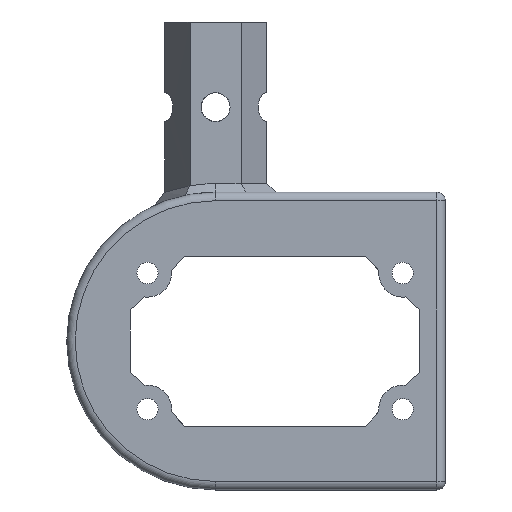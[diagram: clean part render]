
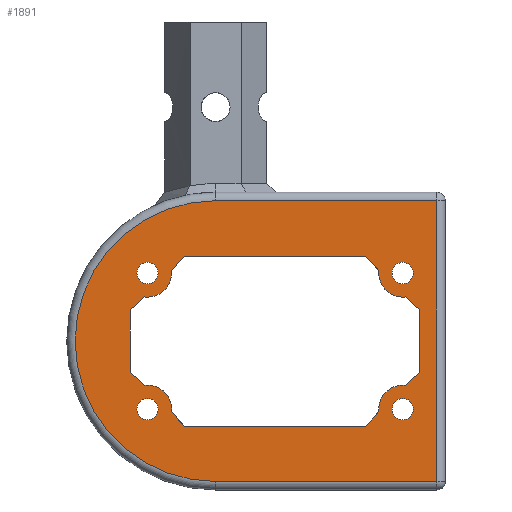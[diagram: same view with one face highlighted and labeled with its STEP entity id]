
A CAD part, left-side view. The second image highlights one B-rep face of the part: STEP entity #1891.
In plain terms, the highlighted planar face has unit normal (-1, 0, 0).
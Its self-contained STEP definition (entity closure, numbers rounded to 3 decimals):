
#1118=CARTESIAN_POINT('',(-14.5,-17.,-3.675));
#1119=VERTEX_POINT('',#1118);
#1120=CARTESIAN_POINT('',(-14.5,-17.,3.675));
#1121=VERTEX_POINT('',#1120);
#1122=CARTESIAN_POINT('',(-14.5,-17.,-3.675));
#1123=DIRECTION('',(0.,0.,1.));
#1124=VECTOR('',#1123,7.35);
#1125=LINE('',#1122,#1124);
#1126=EDGE_CURVE('',#1119,#1121,#1125,.T.);
#1254=CARTESIAN_POINT('',(-14.5,17.,3.675));
#1255=VERTEX_POINT('',#1254);
#1262=CARTESIAN_POINT('',(-14.5,17.,-3.675));
#1263=VERTEX_POINT('',#1262);
#1264=CARTESIAN_POINT('',(-14.5,17.,3.675));
#1265=DIRECTION('',(0.,0.,-1.));
#1266=VECTOR('',#1265,7.35);
#1267=LINE('',#1264,#1266);
#1268=EDGE_CURVE('',#1255,#1263,#1267,.T.);
#1320=CARTESIAN_POINT('',(-14.5,15.,5.172));
#1321=VERTEX_POINT('',#1320);
#1328=CARTESIAN_POINT('',(-14.5,15.31,5.189));
#1329=VERTEX_POINT('',#1328);
#1330=CARTESIAN_POINT('',(-14.5,15.,8.));
#1331=DIRECTION('',(1.,0.,0.));
#1332=DIRECTION('',(0.,0.,-1.));
#1333=AXIS2_PLACEMENT_3D('',#1330,#1331,#1332);
#1334=CIRCLE('',#1333,2.828);
#1335=EDGE_CURVE('',#1321,#1329,#1334,.T.);
#1394=CARTESIAN_POINT('',(-14.5,-10.675,10.));
#1395=VERTEX_POINT('',#1394);
#1402=CARTESIAN_POINT('',(-14.5,10.675,10.));
#1403=VERTEX_POINT('',#1402);
#1404=CARTESIAN_POINT('',(-14.5,-10.675,10.));
#1405=DIRECTION('',(0.,1.,0.));
#1406=VECTOR('',#1405,21.35);
#1407=LINE('',#1404,#1406);
#1408=EDGE_CURVE('',#1395,#1403,#1407,.T.);
#1464=CARTESIAN_POINT('',(-14.5,-15.,5.172));
#1465=VERTEX_POINT('',#1464);
#1472=CARTESIAN_POINT('',(-14.5,-12.189,8.31));
#1473=VERTEX_POINT('',#1472);
#1474=CARTESIAN_POINT('',(-14.5,-15.,8.));
#1475=DIRECTION('',(1.,0.,0.));
#1476=DIRECTION('',(0.,0.,-1.));
#1477=AXIS2_PLACEMENT_3D('',#1474,#1475,#1476);
#1478=CIRCLE('',#1477,2.828);
#1479=EDGE_CURVE('',#1465,#1473,#1478,.T.);
#1528=CARTESIAN_POINT('',(-14.5,-12.189,-8.31));
#1529=VERTEX_POINT('',#1528);
#1530=CARTESIAN_POINT('',(-14.5,-15.31,-5.189));
#1531=VERTEX_POINT('',#1530);
#1532=CARTESIAN_POINT('',(-14.5,-15.,-8.));
#1533=DIRECTION('',(1.,0.,0.));
#1534=DIRECTION('',(0.,0.,-1.));
#1535=AXIS2_PLACEMENT_3D('',#1532,#1533,#1534);
#1536=CIRCLE('',#1535,2.828);
#1537=EDGE_CURVE('',#1529,#1531,#1536,.T.);
#1602=CARTESIAN_POINT('',(-14.5,10.675,-10.));
#1603=VERTEX_POINT('',#1602);
#1610=CARTESIAN_POINT('',(-14.5,-10.675,-10.));
#1611=VERTEX_POINT('',#1610);
#1612=CARTESIAN_POINT('',(-14.5,-10.675,-10.));
#1613=DIRECTION('',(0.,1.,0.));
#1614=VECTOR('',#1613,21.35);
#1615=LINE('',#1612,#1614);
#1616=EDGE_CURVE('',#1611,#1603,#1615,.T.);
#1672=CARTESIAN_POINT('',(-14.5,15.31,-5.189));
#1673=VERTEX_POINT('',#1672);
#1674=CARTESIAN_POINT('',(-14.5,12.189,-8.31));
#1675=VERTEX_POINT('',#1674);
#1676=CARTESIAN_POINT('',(-14.5,15.,-8.));
#1677=DIRECTION('',(1.,0.,0.));
#1678=DIRECTION('',(0.,0.,-1.));
#1679=AXIS2_PLACEMENT_3D('',#1676,#1677,#1678);
#1680=CIRCLE('',#1679,2.828);
#1681=EDGE_CURVE('',#1673,#1675,#1680,.T.);
#1731=CARTESIAN_POINT('',(-14.5,0.,0.));
#1732=DIRECTION('',(1.,0.,0.));
#1733=DIRECTION('',(0.,1.,0.));
#1734=AXIS2_PLACEMENT_3D('',#1731,#1732,#1733);
#1735=PLANE('',#1734);
#1736=ORIENTED_EDGE('',*,*,#1335,.F.);
#1737=CARTESIAN_POINT('',(-14.5,12.189,8.31));
#1738=VERTEX_POINT('',#1737);
#1739=CARTESIAN_POINT('',(-14.5,15.,8.));
#1740=DIRECTION('',(1.,0.,0.));
#1741=DIRECTION('',(0.,0.,-1.));
#1742=AXIS2_PLACEMENT_3D('',#1739,#1740,#1741);
#1743=CIRCLE('',#1742,2.828);
#1744=EDGE_CURVE('',#1738,#1321,#1743,.T.);
#1745=ORIENTED_EDGE('',*,*,#1744,.F.);
#1746=CARTESIAN_POINT('',(-14.5,12.189,8.31));
#1747=DIRECTION('',(0.,-0.667,0.745));
#1748=VECTOR('',#1747,2.268);
#1749=LINE('',#1746,#1748);
#1750=EDGE_CURVE('',#1738,#1403,#1749,.T.);
#1751=ORIENTED_EDGE('',*,*,#1750,.T.);
#1752=ORIENTED_EDGE('',*,*,#1408,.F.);
#1753=CARTESIAN_POINT('',(-14.5,-10.675,10.));
#1754=DIRECTION('',(0.,-0.667,-0.745));
#1755=VECTOR('',#1754,2.268);
#1756=LINE('',#1753,#1755);
#1757=EDGE_CURVE('',#1395,#1473,#1756,.T.);
#1758=ORIENTED_EDGE('',*,*,#1757,.T.);
#1759=ORIENTED_EDGE('',*,*,#1479,.F.);
#1760=CARTESIAN_POINT('',(-14.5,-15.31,5.189));
#1761=VERTEX_POINT('',#1760);
#1762=CARTESIAN_POINT('',(-14.5,-15.,8.));
#1763=DIRECTION('',(1.,0.,0.));
#1764=DIRECTION('',(0.,0.,-1.));
#1765=AXIS2_PLACEMENT_3D('',#1762,#1763,#1764);
#1766=CIRCLE('',#1765,2.828);
#1767=EDGE_CURVE('',#1761,#1465,#1766,.T.);
#1768=ORIENTED_EDGE('',*,*,#1767,.F.);
#1769=CARTESIAN_POINT('',(-14.5,-15.31,5.189));
#1770=DIRECTION('',(0.,-0.745,-0.667));
#1771=VECTOR('',#1770,2.268);
#1772=LINE('',#1769,#1771);
#1773=EDGE_CURVE('',#1761,#1121,#1772,.T.);
#1774=ORIENTED_EDGE('',*,*,#1773,.T.);
#1775=ORIENTED_EDGE('',*,*,#1126,.F.);
#1776=CARTESIAN_POINT('',(-14.5,-17.,-3.675));
#1777=DIRECTION('',(0.,0.745,-0.667));
#1778=VECTOR('',#1777,2.268);
#1779=LINE('',#1776,#1778);
#1780=EDGE_CURVE('',#1119,#1531,#1779,.T.);
#1781=ORIENTED_EDGE('',*,*,#1780,.T.);
#1782=ORIENTED_EDGE('',*,*,#1537,.F.);
#1783=CARTESIAN_POINT('',(-14.5,-12.189,-8.31));
#1784=DIRECTION('',(0.,0.667,-0.745));
#1785=VECTOR('',#1784,2.268);
#1786=LINE('',#1783,#1785);
#1787=EDGE_CURVE('',#1529,#1611,#1786,.T.);
#1788=ORIENTED_EDGE('',*,*,#1787,.T.);
#1789=ORIENTED_EDGE('',*,*,#1616,.T.);
#1790=CARTESIAN_POINT('',(-14.5,10.675,-10.));
#1791=DIRECTION('',(0.,0.667,0.745));
#1792=VECTOR('',#1791,2.268);
#1793=LINE('',#1790,#1792);
#1794=EDGE_CURVE('',#1603,#1675,#1793,.T.);
#1795=ORIENTED_EDGE('',*,*,#1794,.T.);
#1796=ORIENTED_EDGE('',*,*,#1681,.F.);
#1797=CARTESIAN_POINT('',(-14.5,15.31,-5.189));
#1798=DIRECTION('',(0.,0.745,0.667));
#1799=VECTOR('',#1798,2.268);
#1800=LINE('',#1797,#1799);
#1801=EDGE_CURVE('',#1673,#1263,#1800,.T.);
#1802=ORIENTED_EDGE('',*,*,#1801,.T.);
#1803=ORIENTED_EDGE('',*,*,#1268,.F.);
#1804=CARTESIAN_POINT('',(-14.5,17.,3.675));
#1805=DIRECTION('',(0.,-0.745,0.667));
#1806=VECTOR('',#1805,2.268);
#1807=LINE('',#1804,#1806);
#1808=EDGE_CURVE('',#1255,#1329,#1807,.T.);
#1809=ORIENTED_EDGE('',*,*,#1808,.T.);
#1810=EDGE_LOOP('',(#1736,#1745,#1751,#1752,#1758,#1759,#1768,#1774,#1775,#1781,#1782,#1788,#1789,#1795,#1796,#1802,#1803,#1809));
#1811=FACE_BOUND('',#1810,.T.);
#1812=CARTESIAN_POINT('',(-14.5,7.,16.5));
#1813=VERTEX_POINT('',#1812);
#1814=CARTESIAN_POINT('',(-14.5,7.,-16.5));
#1815=VERTEX_POINT('',#1814);
#1816=CARTESIAN_POINT('',(-14.5,7.,0.));
#1817=DIRECTION('',(-1.,-0.,-0.));
#1818=DIRECTION('',(0.,0.,-1.));
#1819=AXIS2_PLACEMENT_3D('',#1816,#1817,#1818);
#1820=CIRCLE('',#1819,16.5);
#1821=EDGE_CURVE('',#1813,#1815,#1820,.T.);
#1822=ORIENTED_EDGE('',*,*,#1821,.T.);
#1823=CARTESIAN_POINT('',(-14.5,-19.,-16.5));
#1824=VERTEX_POINT('',#1823);
#1825=CARTESIAN_POINT('',(-14.5,7.,-16.5));
#1826=DIRECTION('',(0.,-1.,0.));
#1827=VECTOR('',#1826,26.);
#1828=LINE('',#1825,#1827);
#1829=EDGE_CURVE('',#1815,#1824,#1828,.T.);
#1830=ORIENTED_EDGE('',*,*,#1829,.T.);
#1831=CARTESIAN_POINT('',(-14.5,-19.,16.5));
#1832=VERTEX_POINT('',#1831);
#1833=CARTESIAN_POINT('',(-14.5,-19.,-16.5));
#1834=DIRECTION('',(-0.,-0.,1.));
#1835=VECTOR('',#1834,33.);
#1836=LINE('',#1833,#1835);
#1837=EDGE_CURVE('',#1824,#1832,#1836,.T.);
#1838=ORIENTED_EDGE('',*,*,#1837,.T.);
#1839=CARTESIAN_POINT('',(-14.5,-19.,16.5));
#1840=DIRECTION('',(-0.,1.,-0.));
#1841=VECTOR('',#1840,26.);
#1842=LINE('',#1839,#1841);
#1843=EDGE_CURVE('',#1832,#1813,#1842,.T.);
#1844=ORIENTED_EDGE('',*,*,#1843,.T.);
#1845=EDGE_LOOP('',(#1822,#1830,#1838,#1844));
#1846=FACE_BOUND('',#1845,.T.);
#1847=CARTESIAN_POINT('',(-14.5,-15.,6.75));
#1848=VERTEX_POINT('',#1847);
#1849=CARTESIAN_POINT('',(-14.5,-15.,8.));
#1850=DIRECTION('',(1.,0.,0.));
#1851=DIRECTION('',(0.,0.,-1.));
#1852=AXIS2_PLACEMENT_3D('',#1849,#1850,#1851);
#1853=CIRCLE('',#1852,1.25);
#1854=EDGE_CURVE('',#1848,#1848,#1853,.T.);
#1855=ORIENTED_EDGE('',*,*,#1854,.T.);
#1856=EDGE_LOOP('',(#1855));
#1857=FACE_BOUND('',#1856,.T.);
#1858=CARTESIAN_POINT('',(-14.5,15.,-9.25));
#1859=VERTEX_POINT('',#1858);
#1860=CARTESIAN_POINT('',(-14.5,15.,-8.));
#1861=DIRECTION('',(1.,0.,0.));
#1862=DIRECTION('',(0.,0.,-1.));
#1863=AXIS2_PLACEMENT_3D('',#1860,#1861,#1862);
#1864=CIRCLE('',#1863,1.25);
#1865=EDGE_CURVE('',#1859,#1859,#1864,.T.);
#1866=ORIENTED_EDGE('',*,*,#1865,.T.);
#1867=EDGE_LOOP('',(#1866));
#1868=FACE_BOUND('',#1867,.T.);
#1869=CARTESIAN_POINT('',(-14.5,-15.,-9.25));
#1870=VERTEX_POINT('',#1869);
#1871=CARTESIAN_POINT('',(-14.5,-15.,-8.));
#1872=DIRECTION('',(1.,0.,0.));
#1873=DIRECTION('',(0.,0.,-1.));
#1874=AXIS2_PLACEMENT_3D('',#1871,#1872,#1873);
#1875=CIRCLE('',#1874,1.25);
#1876=EDGE_CURVE('',#1870,#1870,#1875,.T.);
#1877=ORIENTED_EDGE('',*,*,#1876,.T.);
#1878=EDGE_LOOP('',(#1877));
#1879=FACE_BOUND('',#1878,.T.);
#1880=CARTESIAN_POINT('',(-14.5,15.,6.75));
#1881=VERTEX_POINT('',#1880);
#1882=CARTESIAN_POINT('',(-14.5,15.,8.));
#1883=DIRECTION('',(1.,0.,0.));
#1884=DIRECTION('',(0.,0.,-1.));
#1885=AXIS2_PLACEMENT_3D('',#1882,#1883,#1884);
#1886=CIRCLE('',#1885,1.25);
#1887=EDGE_CURVE('',#1881,#1881,#1886,.T.);
#1888=ORIENTED_EDGE('',*,*,#1887,.T.);
#1889=EDGE_LOOP('',(#1888));
#1890=FACE_BOUND('',#1889,.T.);
#1891=ADVANCED_FACE('',(#1811,#1846,#1857,#1868,#1879,#1890),#1735,.F.);
